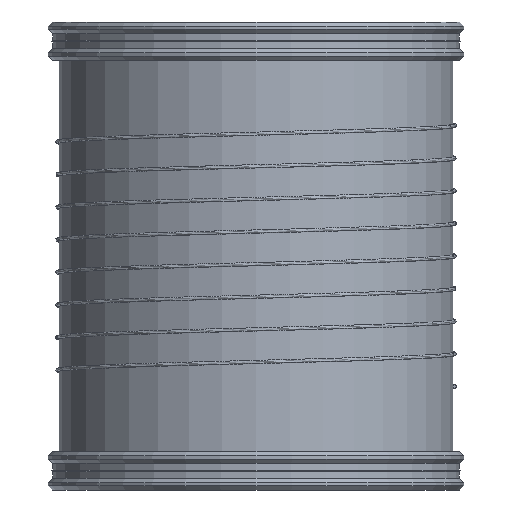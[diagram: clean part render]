
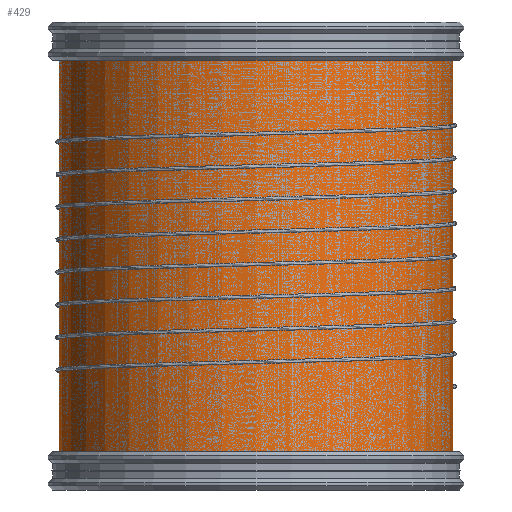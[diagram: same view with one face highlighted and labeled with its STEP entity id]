
A CAD part, front view. The second image highlights one B-rep face of the part: STEP entity #429.
In plain terms, the highlighted cylindrical face has radius 150.9 mm (diameter 301.8 mm), a full revolution.
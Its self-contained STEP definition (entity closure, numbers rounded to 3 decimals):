
#25=CYLINDRICAL_SURFACE('',#491,150.9);
#44=LINE('',#738,#69);
#69=VECTOR('',#597,150.9);
#113=FACE_OUTER_BOUND('',#147,.T.);
#147=EDGE_LOOP('',(#340,#341,#342,#343));
#184=CIRCLE('',#490,150.9);
#185=CIRCLE('',#492,150.9);
#216=VERTEX_POINT('',#732);
#217=VERTEX_POINT('',#736);
#259=EDGE_CURVE('',#216,#216,#184,.T.);
#260=EDGE_CURVE('',#217,#217,#185,.T.);
#261=EDGE_CURVE('',#217,#216,#44,.T.);
#340=ORIENTED_EDGE('',*,*,#260,.F.);
#341=ORIENTED_EDGE('',*,*,#261,.T.);
#342=ORIENTED_EDGE('',*,*,#259,.T.);
#343=ORIENTED_EDGE('',*,*,#261,.F.);
#429=ADVANCED_FACE('',(#113),#25,.T.);
#490=AXIS2_PLACEMENT_3D('',#734,#591,#592);
#491=AXIS2_PLACEMENT_3D('',#735,#593,#594);
#492=AXIS2_PLACEMENT_3D('',#737,#595,#596);
#591=DIRECTION('center_axis',(0.,0.,-1.));
#592=DIRECTION('ref_axis',(1.,0.,0.));
#593=DIRECTION('center_axis',(0.,0.,-1.));
#594=DIRECTION('ref_axis',(0.,1.,0.));
#595=DIRECTION('center_axis',(0.,0.,-1.));
#596=DIRECTION('ref_axis',(1.,0.,0.));
#597=DIRECTION('',(0.,0.,1.));
#732=CARTESIAN_POINT('',(0.,-150.9,300.));
#734=CARTESIAN_POINT('Origin',(0.,0.,300.));
#735=CARTESIAN_POINT('Origin',(0.,0.,150.001));
#736=CARTESIAN_POINT('',(0.,-150.9,0.001));
#737=CARTESIAN_POINT('Origin',(0.,0.,0.001));
#738=CARTESIAN_POINT('',(0.,-150.9,150.001));
